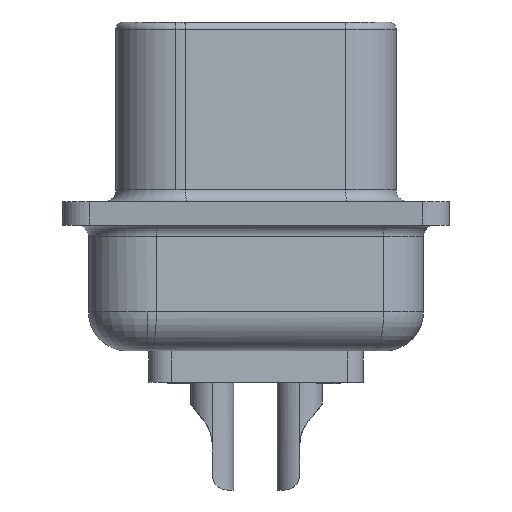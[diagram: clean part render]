
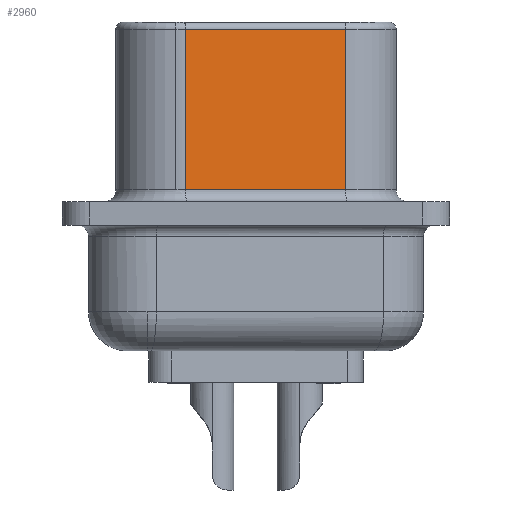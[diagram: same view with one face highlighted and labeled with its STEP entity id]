
A CAD part, left-side view. The second image highlights one B-rep face of the part: STEP entity #2960.
In plain terms, the highlighted planar face has unit normal (-0.987, -0.159, 0).
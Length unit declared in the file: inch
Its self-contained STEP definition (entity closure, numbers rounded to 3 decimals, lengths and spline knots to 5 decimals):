
#1788 = ORIENTED_EDGE ( 'NONE', *, *, #1825, .T. ) ;
#1804 = ORIENTED_EDGE ( 'NONE', *, *, #3012, .F. ) ;
#1825 = EDGE_CURVE ( 'NONE', #16380, #3119, #6225, .T. ) ;
#2943 = EDGE_CURVE ( 'NONE', #3174, #14656, #6398, .T. ) ;
#2959 = ORIENTED_EDGE ( 'NONE', *, *, #3176, .T. ) ;
#2960 = ADVANCED_FACE ( 'NONE', ( #6387 ), #6385, .F. ) ;
#2983 = ORIENTED_EDGE ( 'NONE', *, *, #2943, .T. ) ;
#3012 = EDGE_CURVE ( 'NONE', #16380, #14656, #6433, .T. ) ;
#3119 = VERTEX_POINT ( 'NONE', #6660 ) ;
#3174 = VERTEX_POINT ( 'NONE', #6757 ) ;
#3176 = EDGE_CURVE ( 'NONE', #3119, #3174, #6756, .T. ) ;
#3236 = EDGE_LOOP ( 'NONE', ( #2959, #2983, #1804, #1788 ) ) ;
#6222 = DIRECTION ( 'NONE',  ( -0.159, 0.987, 0. ) ) ;
#6223 = VECTOR ( 'NONE', #6222, 39.37008 ) ;
#6224 = CARTESIAN_POINT ( 'NONE',  ( 0.29169, 0.13326, 0.22 ) ) ;
#6225 = LINE ( 'NONE', #6224, #6223 ) ;
#6381 = DIRECTION ( 'NONE',  ( -0.159, 0.987, 0. ) ) ;
#6382 = DIRECTION ( 'NONE',  ( 0.987, 0.159, 0. ) ) ;
#6383 = CARTESIAN_POINT ( 'NONE',  ( 0.29169, 0.13326, 0.23 ) ) ;
#6384 = AXIS2_PLACEMENT_3D ( 'NONE', #6383, #6382, #6381 ) ;
#6385 = PLANE ( 'NONE',  #6384 ) ;
#6387 = FACE_OUTER_BOUND ( 'NONE', #3236, .T. ) ;
#6395 = DIRECTION ( 'NONE',  ( 0.159, -0.987, 0. ) ) ;
#6396 = VECTOR ( 'NONE', #6395, 39.37008 ) ;
#6397 = CARTESIAN_POINT ( 'NONE',  ( 0.29169, 0.13326, 0.015 ) ) ;
#6398 = LINE ( 'NONE', #6397, #6396 ) ;
#6409 = DIRECTION ( 'NONE',  ( 0., 0., -1. ) ) ;
#6410 = VECTOR ( 'NONE', #6409, 39.37008 ) ;
#6411 = CARTESIAN_POINT ( 'NONE',  ( 0.29169, 0.13326, 0.23 ) ) ;
#6433 = LINE ( 'NONE', #6411, #6410 ) ;
#6660 = CARTESIAN_POINT ( 'NONE',  ( 0.25869, 0.33826, 0.22 ) ) ;
#6753 = DIRECTION ( 'NONE',  ( 0., 0., -1. ) ) ;
#6754 = VECTOR ( 'NONE', #6753, 39.37008 ) ;
#6755 = CARTESIAN_POINT ( 'NONE',  ( 0.25869, 0.33826, 0.23 ) ) ;
#6756 = LINE ( 'NONE', #6755, #6754 ) ;
#6757 = CARTESIAN_POINT ( 'NONE',  ( 0.25869, 0.33826, 0.015 ) ) ;
#8426 = CARTESIAN_POINT ( 'NONE',  ( 0.29169, 0.13326, 0.015 ) ) ;
#13254 = CARTESIAN_POINT ( 'NONE',  ( 0.29169, 0.13326, 0.22 ) ) ;
#14656 = VERTEX_POINT ( 'NONE', #8426 ) ;
#16380 = VERTEX_POINT ( 'NONE', #13254 ) ;
